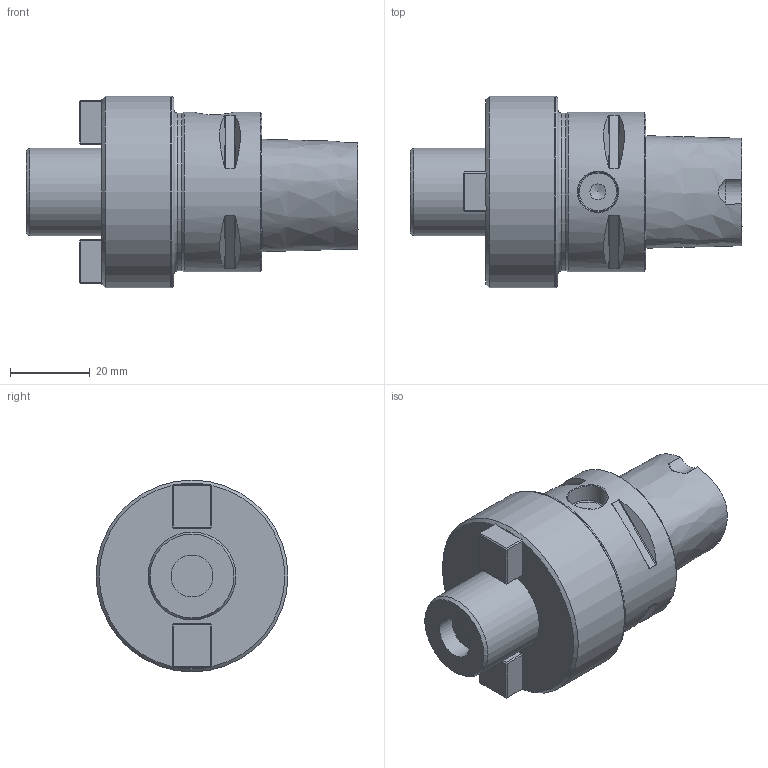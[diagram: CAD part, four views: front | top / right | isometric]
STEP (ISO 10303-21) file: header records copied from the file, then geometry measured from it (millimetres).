
FILE_DESCRIPTION(/* description */ (''),/* implementation_level */ '2;1');
FILE_NAME(/* name */ 'AC4-FM-22-040.stp',/* time_stamp */ '2024-11-20T16:12:27+03:00',/* author */ (''),/* organization */ (''),/* preprocessor_version */ 'ST-DEVELOPER v19.4',/* originating_system */ 'SIEMENS PLM Software NX2306.5001',/* authorisation */ '');
FILE_SCHEMA (('AUTOMOTIVE_DESIGN { 1 0 10303 214 3 1 1 1 }'));
Length unit declared in the file: millimetre
Products named in the file (1): AC4-FM-22-040-light_objects
Bounding box: 83 x 48 x 48 mm (x, y, z)
Volume: 81282.2 mm3; surface area: 13110.8 mm2
Topology: 1 solids, 1 shells, 83 faces, 186 edges, 113 vertices
Faces by surface type: plane 55, cylinder 16, cone 7, torus 3, bspline 2
Full cylindrical faces by diameter (mm): 4 x1, 10 x1, 10.5 x1, 22 x1, 39.4 x1, 40 x1, 48 x1
Entity records: 2830 total; most frequent: CARTESIAN_POINT 1112, DIRECTION 328, ORIENTED_EDGE 320, EDGE_CURVE 160, AXIS2_PLACEMENT_3D 116, EDGE_LOOP 110, VERTEX_POINT 107, LINE 96
